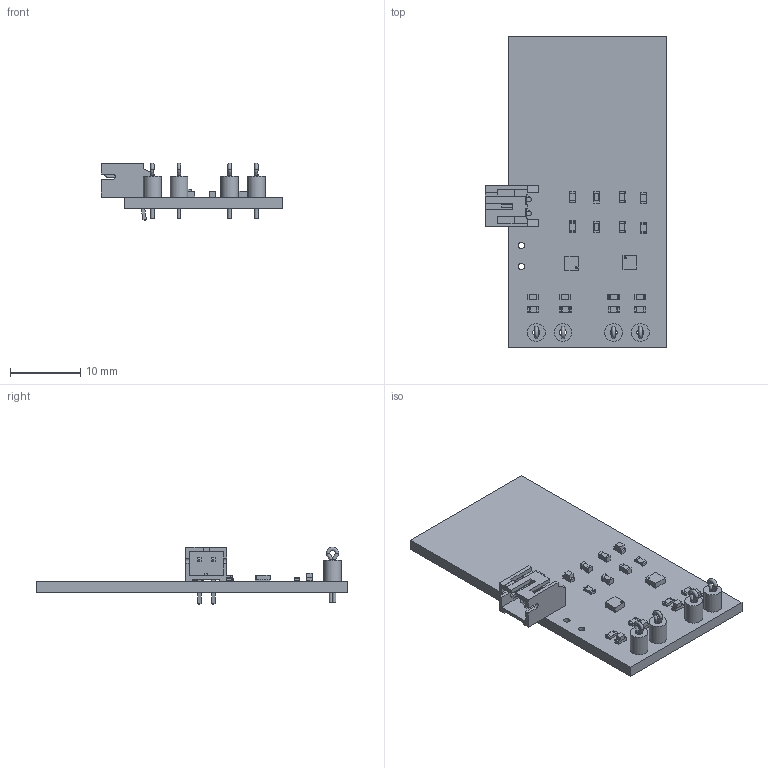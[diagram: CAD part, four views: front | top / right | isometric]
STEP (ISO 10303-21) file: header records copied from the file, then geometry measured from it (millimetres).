
FILE_DESCRIPTION(('KiCad electronic assembly'),'2;1');
FILE_NAME('stick-and-slip_v2_2-channel.step','2023-03-01T15:48:31',( 'Pcbnew'),('Kicad'),'Open CASCADE STEP processor 7.6', 'KiCad to STEP converter','Unknown');
FILE_SCHEMA(('AUTOMOTIVE_DESIGN { 1 0 10303 214 1 1 1 1 }'));
Length unit declared in the file: millimetre
Products named in the file (14): stick-and-slip_v2_2-channel 1; LED_0603_1608Metric; SOLID; R_0603_1608Metric; TestPoint_Loop_D1.80mm_Drill1.0mm_Beaded; COMPOUND; JST_PH_S2B-PH-K_1x02_P2.00mm_Horizontal; C_0603_1608Metric; WSON-8-1EP_2x2mm_P0.5mm_EP0.9x1.6mm; PCB
Assembly tree (30 placements, depth 3):
  stick-and-slip_v2_2-channel 1
    LED_0603_1608Metric  x6
      SOLID
    R_0603_1608Metric  x6
      SOLID
    TestPoint_Loop_D1.80mm_Drill1.0mm_Beaded  x4
      COMPOUND
    JST_PH_S2B-PH-K_1x02_P2.00mm_Horizontal
      SOLID
    C_0603_1608Metric  x4
      SOLID
    WSON-8-1EP_2x2mm_P0.5mm_EP0.9x1.6mm  x2
      SOLID
    PCB
Bounding box: 25.93 x 44.45 x 8.27 mm (x, y, z)
Volume: 1782.6 mm3; surface area: 2968.9 mm2
Topology: 28 solids, 28 shells, 860 faces, 2258 edges, 1472 vertices
Faces by surface type: plane 672, cylinder 176, bspline 8, torus 4
Full cylindrical faces by diameter (mm): 0.25 x2, 0.5 x8, 0.75 x2, 0.9 x2, 1 x8, 2.54 x4
Entity records: 23115 total; most frequent: CARTESIAN_POINT 4280, DIRECTION 3133, LINE 2239, VECTOR 2239, ORIENTED_EDGE 1624, PCURVE 1624, DEFINITIONAL_REPRESENTATION 1624, EDGE_CURVE 812
